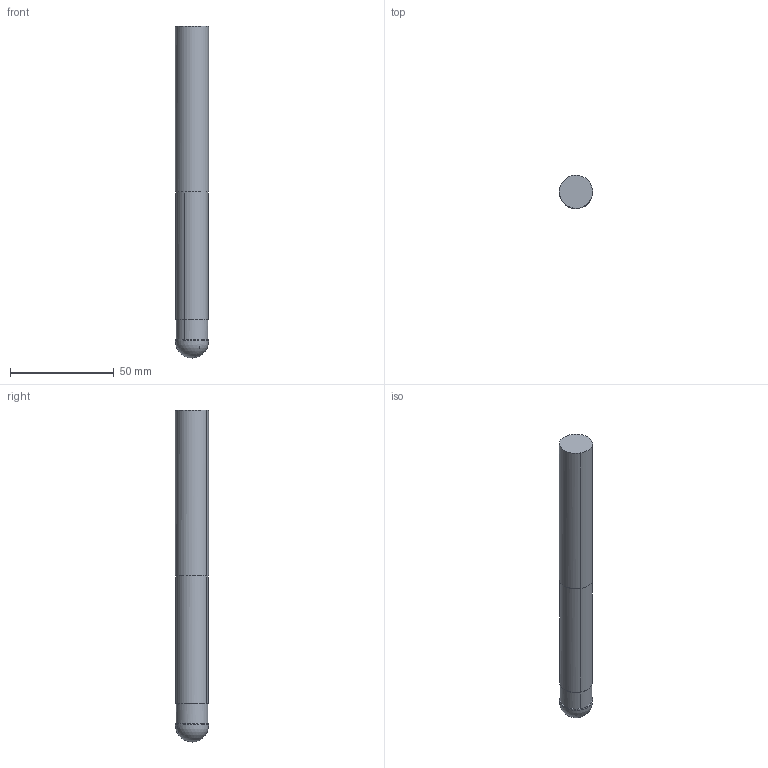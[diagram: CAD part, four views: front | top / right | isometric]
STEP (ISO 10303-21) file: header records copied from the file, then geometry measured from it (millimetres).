
FILE_DESCRIPTION((''),'2;1');
FILE_NAME('12A5U016080T3R00','2015-12-04T',('machinek'),(''),'PRO/ENGINEER BY PARAMETRIC TECHNOLOGY CORPORATION, 2011490','PRO/ENGINEER BY PARAMETRIC TECHNOLOGY CORPORATION, 2011490','');
FILE_SCHEMA(('AUTOMOTIVE_DESIGN { 1 2 10303 214 0 1 1 1 }'));
Length unit declared in the file: millimetre
Products named in the file (3): NOCUT; CUT; 12A5U016080T3R00
Assembly tree (2 placements, depth 2):
  12A5U016080T3R00
    NOCUT
    CUT
Bounding box: 16 x 16 x 160 mm (x, y, z)
Volume: 31740.4 mm3; surface area: 8740.7 mm2
Topology: 2 solids, 2 shells, 16 faces, 41 edges, 27 vertices
Faces by surface type: cylinder 6, plane 4, sphere 2, cone 2, revolution 1, bspline 1
Entity records: 956 total; most frequent: CARTESIAN_POINT 116, DIRECTION 110, ORIENTED_EDGE 66, PRESENTATION_STYLE_ASSIGNMENT 62, AXIS2_PLACEMENT_3D 49, STYLED_ITEM 46, CURVE_STYLE 44, EDGE_CURVE 33
